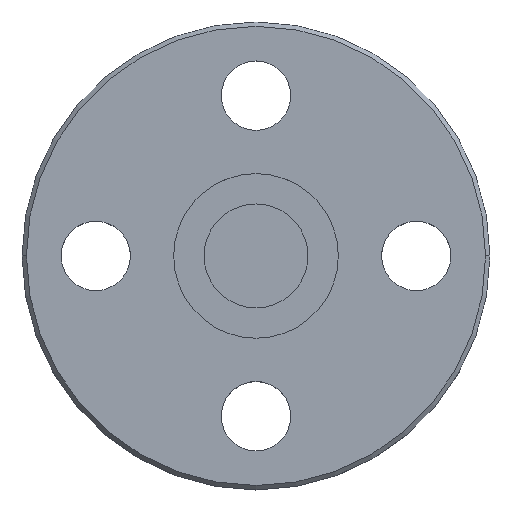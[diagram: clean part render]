
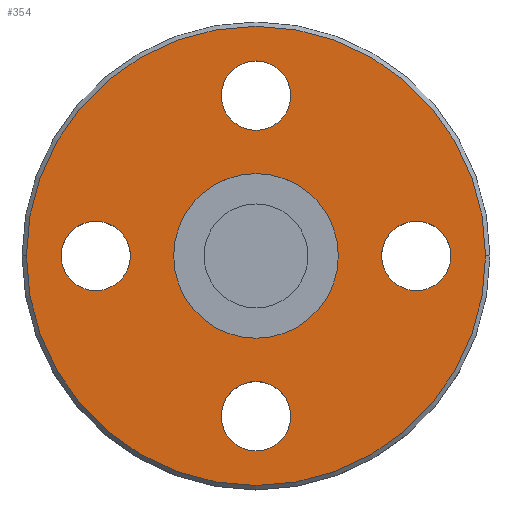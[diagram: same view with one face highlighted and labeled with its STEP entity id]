
A CAD part, top view. The second image highlights one B-rep face of the part: STEP entity #354.
In plain terms, the highlighted planar face has unit normal (0, 0, 1).
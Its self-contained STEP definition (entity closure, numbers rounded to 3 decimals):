
#10 = CARTESIAN_POINT ( 'NONE',  ( 0., -18.5, 10. ) ) ;
#17 = VERTEX_POINT ( 'NONE', #236 ) ;
#26 = CARTESIAN_POINT ( 'NONE',  ( -9.5, 0., 10. ) ) ;
#33 = AXIS2_PLACEMENT_3D ( 'NONE', #369, #85, #706 ) ;
#35 = DIRECTION ( 'NONE',  ( -1., 0., 0. ) ) ;
#37 = DIRECTION ( 'NONE',  ( 0., 0., 1. ) ) ;
#38 = EDGE_CURVE ( 'NONE', #715, #335, #201, .T. ) ;
#45 = CIRCLE ( 'NONE', #494, 4. ) ;
#56 = VERTEX_POINT ( 'NONE', #177 ) ;
#62 = CARTESIAN_POINT ( 'NONE',  ( 0., 18.5, 10. ) ) ;
#71 = EDGE_CURVE ( 'NONE', #335, #715, #544, .T. ) ;
#74 = PLANE ( 'NONE',  #592 ) ;
#77 = CARTESIAN_POINT ( 'NONE',  ( 0., 26.5, 10. ) ) ;
#78 = AXIS2_PLACEMENT_3D ( 'NONE', #253, #437, #367 ) ;
#82 = FACE_BOUND ( 'NONE', #498, .T. ) ;
#85 = DIRECTION ( 'NONE',  ( 0., 0., 1. ) ) ;
#90 = CIRCLE ( 'NONE', #504, 4. ) ;
#96 = EDGE_CURVE ( 'NONE', #137, #628, #691, .T. ) ;
#100 = CARTESIAN_POINT ( 'NONE',  ( -18.5, 4., 10. ) ) ;
#113 = DIRECTION ( 'NONE',  ( 0., 1., 0. ) ) ;
#117 = DIRECTION ( 'NONE',  ( 0., 0., 1. ) ) ;
#125 = FACE_BOUND ( 'NONE', #276, .T. ) ;
#128 = CARTESIAN_POINT ( 'NONE',  ( -4., 18.5, 10. ) ) ;
#129 = EDGE_CURVE ( 'NONE', #555, #255, #334, .T. ) ;
#133 = CIRCLE ( 'NONE', #552, 4. ) ;
#137 = VERTEX_POINT ( 'NONE', #286 ) ;
#143 = CIRCLE ( 'NONE', #460, 26.5 ) ;
#161 = ORIENTED_EDGE ( 'NONE', *, *, #697, .T. ) ;
#167 = ORIENTED_EDGE ( 'NONE', *, *, #96, .F. ) ;
#177 = CARTESIAN_POINT ( 'NONE',  ( 26.5, 0., 10. ) ) ;
#178 = FACE_BOUND ( 'NONE', #450, .T. ) ;
#201 = CIRCLE ( 'NONE', #531, 9.5 ) ;
#222 = ORIENTED_EDGE ( 'NONE', *, *, #38, .F. ) ;
#223 = CARTESIAN_POINT ( 'NONE',  ( 0., 0., 10. ) ) ;
#235 = EDGE_LOOP ( 'NONE', ( #355, #614 ) ) ;
#236 = CARTESIAN_POINT ( 'NONE',  ( 18.5, 4., 10. ) ) ;
#241 = CARTESIAN_POINT ( 'NONE',  ( 4., 18.5, 10. ) ) ;
#249 = CARTESIAN_POINT ( 'NONE',  ( -18.5, -4., 10. ) ) ;
#253 = CARTESIAN_POINT ( 'NONE',  ( 18.5, 0., 10. ) ) ;
#255 = VERTEX_POINT ( 'NONE', #249 ) ;
#275 = CIRCLE ( 'NONE', #319, 4. ) ;
#276 = EDGE_LOOP ( 'NONE', ( #222, #327 ) ) ;
#277 = CARTESIAN_POINT ( 'NONE',  ( -18.5, 0., 10. ) ) ;
#279 = VERTEX_POINT ( 'NONE', #241 ) ;
#280 = CARTESIAN_POINT ( 'NONE',  ( 9.5, 0., 10. ) ) ;
#284 = DIRECTION ( 'NONE',  ( 0., 0., 1. ) ) ;
#286 = CARTESIAN_POINT ( 'NONE',  ( 4., -18.5, 10. ) ) ;
#287 = CARTESIAN_POINT ( 'NONE',  ( 18.5, -4., 10. ) ) ;
#291 = EDGE_CURVE ( 'NONE', #340, #17, #45, .T. ) ;
#292 = EDGE_LOOP ( 'NONE', ( #698, #161 ) ) ;
#296 = ORIENTED_EDGE ( 'NONE', *, *, #641, .F. ) ;
#298 = CARTESIAN_POINT ( 'NONE',  ( -26.5, 0., 10. ) ) ;
#319 = AXIS2_PLACEMENT_3D ( 'NONE', #601, #37, #35 ) ;
#324 = DIRECTION ( 'NONE',  ( 1., 0., 0. ) ) ;
#327 = ORIENTED_EDGE ( 'NONE', *, *, #71, .F. ) ;
#328 = DIRECTION ( 'NONE',  ( 0., 0., 1. ) ) ;
#334 = CIRCLE ( 'NONE', #436, 4. ) ;
#335 = VERTEX_POINT ( 'NONE', #26 ) ;
#339 = CARTESIAN_POINT ( 'NONE',  ( -4., -18.5, 10. ) ) ;
#340 = VERTEX_POINT ( 'NONE', #287 ) ;
#342 = DIRECTION ( 'NONE',  ( 1., 0., 0. ) ) ;
#347 = CARTESIAN_POINT ( 'NONE',  ( -18.5, 0., 10. ) ) ;
#354 = ADVANCED_FACE ( 'NONE', ( #687, #82, #178, #412, #125, #581 ), #74, .F. ) ;
#355 = ORIENTED_EDGE ( 'NONE', *, *, #463, .F. ) ;
#367 = DIRECTION ( 'NONE',  ( 0., -1., 0. ) ) ;
#369 = CARTESIAN_POINT ( 'NONE',  ( 0., 18.5, 10. ) ) ;
#380 = VERTEX_POINT ( 'NONE', #128 ) ;
#391 = VERTEX_POINT ( 'NONE', #298 ) ;
#396 = ORIENTED_EDGE ( 'NONE', *, *, #409, .F. ) ;
#401 = DIRECTION ( 'NONE',  ( -1., 0., 0. ) ) ;
#406 = EDGE_CURVE ( 'NONE', #17, #340, #566, .T. ) ;
#409 = EDGE_CURVE ( 'NONE', #628, #137, #275, .T. ) ;
#412 = FACE_BOUND ( 'NONE', #235, .T. ) ;
#413 = AXIS2_PLACEMENT_3D ( 'NONE', #10, #456, #401 ) ;
#416 = DIRECTION ( 'NONE',  ( -1., 0., 0. ) ) ;
#419 = CARTESIAN_POINT ( 'NONE',  ( 18.5, 0., 10. ) ) ;
#424 = CIRCLE ( 'NONE', #689, 26.5 ) ;
#433 = CARTESIAN_POINT ( 'NONE',  ( 0., 0., 10. ) ) ;
#436 = AXIS2_PLACEMENT_3D ( 'NONE', #347, #117, #113 ) ;
#437 = DIRECTION ( 'NONE',  ( 0., 0., 1. ) ) ;
#450 = EDGE_LOOP ( 'NONE', ( #481, #525 ) ) ;
#456 = DIRECTION ( 'NONE',  ( 0., 0., 1. ) ) ;
#460 = AXIS2_PLACEMENT_3D ( 'NONE', #665, #328, #324 ) ;
#461 = DIRECTION ( 'NONE',  ( 0., 0., 1. ) ) ;
#463 = EDGE_CURVE ( 'NONE', #279, #380, #588, .T. ) ;
#477 = ORIENTED_EDGE ( 'NONE', *, *, #129, .F. ) ;
#481 = ORIENTED_EDGE ( 'NONE', *, *, #291, .F. ) ;
#493 = AXIS2_PLACEMENT_3D ( 'NONE', #223, #461, #342 ) ;
#494 = AXIS2_PLACEMENT_3D ( 'NONE', #419, #530, #578 ) ;
#498 = EDGE_LOOP ( 'NONE', ( #396, #167 ) ) ;
#499 = DIRECTION ( 'NONE',  ( 0., 0., 1. ) ) ;
#504 = AXIS2_PLACEMENT_3D ( 'NONE', #277, #499, #556 ) ;
#512 = EDGE_LOOP ( 'NONE', ( #477, #296 ) ) ;
#516 = DIRECTION ( 'NONE',  ( 1., 0., 0. ) ) ;
#519 = EDGE_CURVE ( 'NONE', #391, #56, #424, .T. ) ;
#525 = ORIENTED_EDGE ( 'NONE', *, *, #406, .F. ) ;
#530 = DIRECTION ( 'NONE',  ( 0., 0., 1. ) ) ;
#531 = AXIS2_PLACEMENT_3D ( 'NONE', #624, #674, #516 ) ;
#541 = DIRECTION ( 'NONE',  ( 0., 0., 1. ) ) ;
#544 = CIRCLE ( 'NONE', #493, 9.5 ) ;
#552 = AXIS2_PLACEMENT_3D ( 'NONE', #62, #284, #618 ) ;
#555 = VERTEX_POINT ( 'NONE', #100 ) ;
#556 = DIRECTION ( 'NONE',  ( 0., 1., 0. ) ) ;
#566 = CIRCLE ( 'NONE', #78, 4. ) ;
#578 = DIRECTION ( 'NONE',  ( 0., -1., 0. ) ) ;
#581 = FACE_OUTER_BOUND ( 'NONE', #292, .T. ) ;
#585 = DIRECTION ( 'NONE',  ( 0., 0., -1. ) ) ;
#588 = CIRCLE ( 'NONE', #33, 4. ) ;
#592 = AXIS2_PLACEMENT_3D ( 'NONE', #77, #585, #416 ) ;
#601 = CARTESIAN_POINT ( 'NONE',  ( 0., -18.5, 10. ) ) ;
#614 = ORIENTED_EDGE ( 'NONE', *, *, #716, .F. ) ;
#618 = DIRECTION ( 'NONE',  ( 1., 0., 0. ) ) ;
#624 = CARTESIAN_POINT ( 'NONE',  ( 0., 0., 10. ) ) ;
#628 = VERTEX_POINT ( 'NONE', #339 ) ;
#641 = EDGE_CURVE ( 'NONE', #255, #555, #90, .T. ) ;
#651 = DIRECTION ( 'NONE',  ( 1., 0., 0. ) ) ;
#665 = CARTESIAN_POINT ( 'NONE',  ( 0., 0., 10. ) ) ;
#674 = DIRECTION ( 'NONE',  ( 0., 0., 1. ) ) ;
#687 = FACE_BOUND ( 'NONE', #512, .T. ) ;
#689 = AXIS2_PLACEMENT_3D ( 'NONE', #433, #541, #651 ) ;
#691 = CIRCLE ( 'NONE', #413, 4. ) ;
#697 = EDGE_CURVE ( 'NONE', #56, #391, #143, .T. ) ;
#698 = ORIENTED_EDGE ( 'NONE', *, *, #519, .T. ) ;
#706 = DIRECTION ( 'NONE',  ( 1., 0., 0. ) ) ;
#715 = VERTEX_POINT ( 'NONE', #280 ) ;
#716 = EDGE_CURVE ( 'NONE', #380, #279, #133, .T. ) ;
